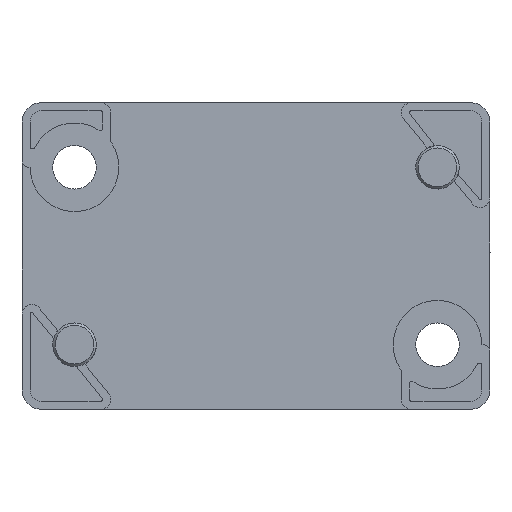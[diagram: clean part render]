
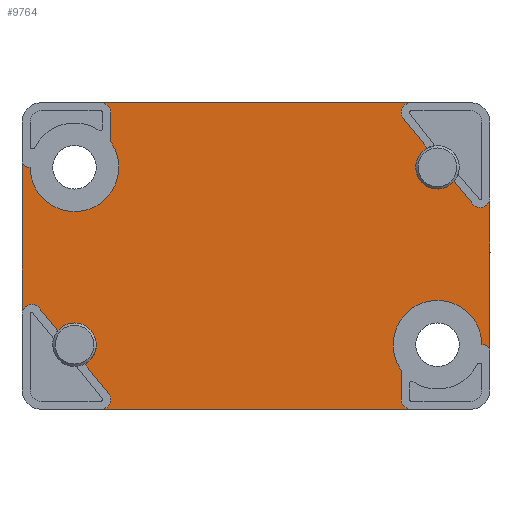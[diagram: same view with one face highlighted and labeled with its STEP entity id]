
A CAD part, front view. The second image highlights one B-rep face of the part: STEP entity #9764.
In plain terms, the highlighted planar face has unit normal (0, -1, 0).
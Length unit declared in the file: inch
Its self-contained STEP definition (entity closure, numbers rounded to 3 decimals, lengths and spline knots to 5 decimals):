
#414=PLANE('',#10455);
#965=LINE('',#18560,#1665);
#966=LINE('',#18564,#1666);
#967=LINE('',#18567,#1667);
#968=LINE('',#18568,#1668);
#969=LINE('',#18570,#1669);
#970=LINE('',#18574,#1670);
#971=LINE('',#18577,#1671);
#972=LINE('',#18579,#1672);
#973=LINE('',#18583,#1673);
#974=LINE('',#18586,#1674);
#975=LINE('',#18588,#1675);
#976=LINE('',#18592,#1676);
#1665=VECTOR('',#12195,39.37008);
#1666=VECTOR('',#12198,39.37008);
#1667=VECTOR('',#12201,39.37008);
#1668=VECTOR('',#12202,39.37008);
#1669=VECTOR('',#12203,39.37008);
#1670=VECTOR('',#12206,39.37008);
#1671=VECTOR('',#12209,39.37008);
#1672=VECTOR('',#12210,39.37008);
#1673=VECTOR('',#12213,39.37008);
#1674=VECTOR('',#12216,39.37008);
#1675=VECTOR('',#12217,39.37008);
#1676=VECTOR('',#12220,39.37008);
#2341=FACE_OUTER_BOUND('',#2906,.T.);
#2906=EDGE_LOOP('',(#8108,#8109,#8110,#8111,#8112,#8113,#8114,#8115,#8116,
#8117,#8118,#8119,#8120,#8121,#8122,#8123,#8124,#8125,#8126,#8127,#8128,
#8129,#8130,#8131));
#3243=CIRCLE('',#10438,0.06);
#3248=CIRCLE('',#10444,0.135);
#3250=CIRCLE('',#10447,0.275);
#3253=CIRCLE('',#10451,0.135);
#3257=CIRCLE('',#10456,0.275);
#3258=CIRCLE('',#10457,0.04);
#3259=CIRCLE('',#10458,0.06);
#3260=CIRCLE('',#10459,0.06);
#3261=CIRCLE('',#10460,0.04);
#3262=CIRCLE('',#10461,0.06);
#3263=CIRCLE('',#10462,0.06);
#3264=CIRCLE('',#10463,0.06);
#4547=VERTEX_POINT('',#18502);
#4548=VERTEX_POINT('',#18503);
#4556=VERTEX_POINT('',#18520);
#4557=VERTEX_POINT('',#18522);
#4560=VERTEX_POINT('',#18530);
#4561=VERTEX_POINT('',#18531);
#4565=VERTEX_POINT('',#18541);
#4566=VERTEX_POINT('',#18542);
#4573=VERTEX_POINT('',#18558);
#4574=VERTEX_POINT('',#18559);
#4575=VERTEX_POINT('',#18561);
#4576=VERTEX_POINT('',#18563);
#4577=VERTEX_POINT('',#18565);
#4578=VERTEX_POINT('',#18569);
#4579=VERTEX_POINT('',#18571);
#4580=VERTEX_POINT('',#18573);
#4581=VERTEX_POINT('',#18575);
#4582=VERTEX_POINT('',#18578);
#4583=VERTEX_POINT('',#18580);
#4584=VERTEX_POINT('',#18582);
#4585=VERTEX_POINT('',#18584);
#4586=VERTEX_POINT('',#18587);
#4587=VERTEX_POINT('',#18589);
#4588=VERTEX_POINT('',#18591);
#5820=EDGE_CURVE('',#4547,#4548,#3243,.T.);
#5829=EDGE_CURVE('',#4557,#4556,#3248,.T.);
#5833=EDGE_CURVE('',#4560,#4561,#3250,.T.);
#5838=EDGE_CURVE('',#4565,#4566,#3253,.T.);
#5846=EDGE_CURVE('',#4573,#4574,#965,.T.);
#5847=EDGE_CURVE('',#4574,#4575,#3257,.T.);
#5848=EDGE_CURVE('',#4576,#4575,#966,.T.);
#5849=EDGE_CURVE('',#4577,#4576,#3258,.T.);
#5850=EDGE_CURVE('',#4577,#4547,#967,.T.);
#5851=EDGE_CURVE('',#4548,#4557,#968,.T.);
#5852=EDGE_CURVE('',#4556,#4578,#969,.T.);
#5853=EDGE_CURVE('',#4578,#4579,#3259,.T.);
#5854=EDGE_CURVE('',#4579,#4580,#970,.T.);
#5855=EDGE_CURVE('',#4580,#4581,#3260,.T.);
#5856=EDGE_CURVE('',#4581,#4560,#971,.T.);
#5857=EDGE_CURVE('',#4582,#4561,#972,.T.);
#5858=EDGE_CURVE('',#4583,#4582,#3261,.T.);
#5859=EDGE_CURVE('',#4583,#4584,#973,.T.);
#5860=EDGE_CURVE('',#4584,#4585,#3262,.T.);
#5861=EDGE_CURVE('',#4585,#4565,#974,.T.);
#5862=EDGE_CURVE('',#4566,#4586,#975,.T.);
#5863=EDGE_CURVE('',#4586,#4587,#3263,.T.);
#5864=EDGE_CURVE('',#4587,#4588,#976,.T.);
#5865=EDGE_CURVE('',#4588,#4573,#3264,.T.);
#8108=ORIENTED_EDGE('',*,*,#5846,.T.);
#8109=ORIENTED_EDGE('',*,*,#5847,.T.);
#8110=ORIENTED_EDGE('',*,*,#5848,.F.);
#8111=ORIENTED_EDGE('',*,*,#5849,.F.);
#8112=ORIENTED_EDGE('',*,*,#5850,.T.);
#8113=ORIENTED_EDGE('',*,*,#5820,.T.);
#8114=ORIENTED_EDGE('',*,*,#5851,.T.);
#8115=ORIENTED_EDGE('',*,*,#5829,.T.);
#8116=ORIENTED_EDGE('',*,*,#5852,.T.);
#8117=ORIENTED_EDGE('',*,*,#5853,.T.);
#8118=ORIENTED_EDGE('',*,*,#5854,.T.);
#8119=ORIENTED_EDGE('',*,*,#5855,.T.);
#8120=ORIENTED_EDGE('',*,*,#5856,.T.);
#8121=ORIENTED_EDGE('',*,*,#5833,.T.);
#8122=ORIENTED_EDGE('',*,*,#5857,.F.);
#8123=ORIENTED_EDGE('',*,*,#5858,.F.);
#8124=ORIENTED_EDGE('',*,*,#5859,.T.);
#8125=ORIENTED_EDGE('',*,*,#5860,.T.);
#8126=ORIENTED_EDGE('',*,*,#5861,.T.);
#8127=ORIENTED_EDGE('',*,*,#5838,.T.);
#8128=ORIENTED_EDGE('',*,*,#5862,.T.);
#8129=ORIENTED_EDGE('',*,*,#5863,.T.);
#8130=ORIENTED_EDGE('',*,*,#5864,.T.);
#8131=ORIENTED_EDGE('',*,*,#5865,.T.);
#9764=ADVANCED_FACE('',(#2341),#414,.T.);
#10438=AXIS2_PLACEMENT_3D('',#18504,#12147,#12148);
#10444=AXIS2_PLACEMENT_3D('',#18523,#12163,#12164);
#10447=AXIS2_PLACEMENT_3D('',#18532,#12171,#12172);
#10451=AXIS2_PLACEMENT_3D('',#18543,#12181,#12182);
#10455=AXIS2_PLACEMENT_3D('',#18557,#12193,#12194);
#10456=AXIS2_PLACEMENT_3D('',#18562,#12196,#12197);
#10457=AXIS2_PLACEMENT_3D('',#18566,#12199,#12200);
#10458=AXIS2_PLACEMENT_3D('',#18572,#12204,#12205);
#10459=AXIS2_PLACEMENT_3D('',#18576,#12207,#12208);
#10460=AXIS2_PLACEMENT_3D('',#18581,#12211,#12212);
#10461=AXIS2_PLACEMENT_3D('',#18585,#12214,#12215);
#10462=AXIS2_PLACEMENT_3D('',#18590,#12218,#12219);
#10463=AXIS2_PLACEMENT_3D('',#18593,#12221,#12222);
#12147=DIRECTION('center_axis',(0.,1.,0.));
#12148=DIRECTION('ref_axis',(0.,0.,-1.));
#12163=DIRECTION('center_axis',(0.,1.,0.));
#12164=DIRECTION('ref_axis',(1.,0.,0.));
#12171=DIRECTION('center_axis',(0.,1.,0.));
#12172=DIRECTION('ref_axis',(0.,0.,-1.));
#12181=DIRECTION('center_axis',(0.,1.,0.));
#12182=DIRECTION('ref_axis',(1.,0.,0.));
#12193=DIRECTION('center_axis',(0.,-1.,0.));
#12194=DIRECTION('ref_axis',(0.,0.,-1.));
#12195=DIRECTION('',(0.,0.,1.));
#12196=DIRECTION('center_axis',(0.,1.,0.));
#12197=DIRECTION('ref_axis',(0.,0.,-1.));
#12198=DIRECTION('',(-1.,0.,0.));
#12199=DIRECTION('center_axis',(0.,-1.,0.));
#12200=DIRECTION('ref_axis',(0.,0.,-1.));
#12201=DIRECTION('',(0.,0.,1.));
#12202=DIRECTION('',(-0.63,0.,0.777));
#12203=DIRECTION('',(-0.63,0.,0.777));
#12204=DIRECTION('center_axis',(0.,1.,0.));
#12205=DIRECTION('ref_axis',(0.,0.,-1.));
#12206=DIRECTION('',(-1.,0.,0.));
#12207=DIRECTION('center_axis',(0.,1.,0.));
#12208=DIRECTION('ref_axis',(0.,0.,-1.));
#12209=DIRECTION('',(0.,0.,-1.));
#12210=DIRECTION('',(1.,0.,0.));
#12211=DIRECTION('center_axis',(0.,-1.,0.));
#12212=DIRECTION('ref_axis',(0.,0.,-1.));
#12213=DIRECTION('',(0.,0.,-1.));
#12214=DIRECTION('center_axis',(0.,1.,0.));
#12215=DIRECTION('ref_axis',(0.,0.,-1.));
#12216=DIRECTION('',(0.63,0.,-0.777));
#12217=DIRECTION('',(0.63,0.,-0.777));
#12218=DIRECTION('center_axis',(0.,1.,0.));
#12219=DIRECTION('ref_axis',(0.,0.,-1.));
#12220=DIRECTION('',(1.,0.,0.));
#12221=DIRECTION('center_axis',(0.,1.,0.));
#12222=DIRECTION('ref_axis',(0.,0.,-1.));
#18502=CARTESIAN_POINT('',(1.45,0.,0.36));
#18503=CARTESIAN_POINT('',(1.34341,0.,0.3222));
#18504=CARTESIAN_POINT('Origin',(1.39,0.,0.36));
#18520=CARTESIAN_POINT('',(1.0618,0.,0.66929));
#18522=CARTESIAN_POINT('',(1.22871,0.,0.46357));
#18523=CARTESIAN_POINT('Origin',(1.125,0.,0.55));
#18530=CARTESIAN_POINT('',(-0.9,0.,0.70811));
#18531=CARTESIAN_POINT('',(-1.4,0.,0.55));
#18532=CARTESIAN_POINT('Origin',(-1.125,0.,0.55));
#18541=CARTESIAN_POINT('',(-1.22871,0.,-0.46357));
#18542=CARTESIAN_POINT('',(-1.0618,0.,-0.66929));
#18543=CARTESIAN_POINT('Origin',(-1.125,0.,-0.55));
#18557=CARTESIAN_POINT('Origin',(1.45,0.,0.));
#18558=CARTESIAN_POINT('',(0.9,0.,-0.89));
#18559=CARTESIAN_POINT('',(0.9,0.,-0.70811));
#18560=CARTESIAN_POINT('',(0.9,0.,0.));
#18561=CARTESIAN_POINT('',(1.4,0.,-0.55));
#18562=CARTESIAN_POINT('Origin',(1.125,0.,-0.55));
#18563=CARTESIAN_POINT('',(1.41,0.,-0.55));
#18564=CARTESIAN_POINT('',(1.4,0.,-0.55));
#18565=CARTESIAN_POINT('',(1.45,0.,-0.59));
#18566=CARTESIAN_POINT('Origin',(1.41,0.,-0.59));
#18567=CARTESIAN_POINT('',(1.45,0.,0.));
#18568=CARTESIAN_POINT('',(1.34341,0.,0.3222));
#18569=CARTESIAN_POINT('',(0.91341,0.,0.8522));
#18570=CARTESIAN_POINT('',(1.0618,0.,0.66929));
#18571=CARTESIAN_POINT('',(0.96,0.,0.95));
#18572=CARTESIAN_POINT('Origin',(0.96,0.,0.89));
#18573=CARTESIAN_POINT('',(-0.96,0.,0.95));
#18574=CARTESIAN_POINT('',(1.45,0.,0.95));
#18575=CARTESIAN_POINT('',(-0.9,0.,0.89));
#18576=CARTESIAN_POINT('Origin',(-0.96,0.,0.89));
#18577=CARTESIAN_POINT('',(-0.9,0.,0.));
#18578=CARTESIAN_POINT('',(-1.41,0.,0.55));
#18579=CARTESIAN_POINT('',(-1.4,0.,0.55));
#18580=CARTESIAN_POINT('',(-1.45,0.,0.59));
#18581=CARTESIAN_POINT('Origin',(-1.41,0.,0.59));
#18582=CARTESIAN_POINT('',(-1.45,0.,-0.36));
#18583=CARTESIAN_POINT('',(-1.45,0.,0.));
#18584=CARTESIAN_POINT('',(-1.34341,0.,-0.3222));
#18585=CARTESIAN_POINT('Origin',(-1.39,0.,-0.36));
#18586=CARTESIAN_POINT('',(-1.34341,0.,-0.3222));
#18587=CARTESIAN_POINT('',(-0.91341,0.,-0.8522));
#18588=CARTESIAN_POINT('',(-1.0618,0.,-0.66929));
#18589=CARTESIAN_POINT('',(-0.96,0.,-0.95));
#18590=CARTESIAN_POINT('Origin',(-0.96,0.,-0.89));
#18591=CARTESIAN_POINT('',(0.96,0.,-0.95));
#18592=CARTESIAN_POINT('',(1.45,0.,-0.95));
#18593=CARTESIAN_POINT('Origin',(0.96,0.,-0.89));
